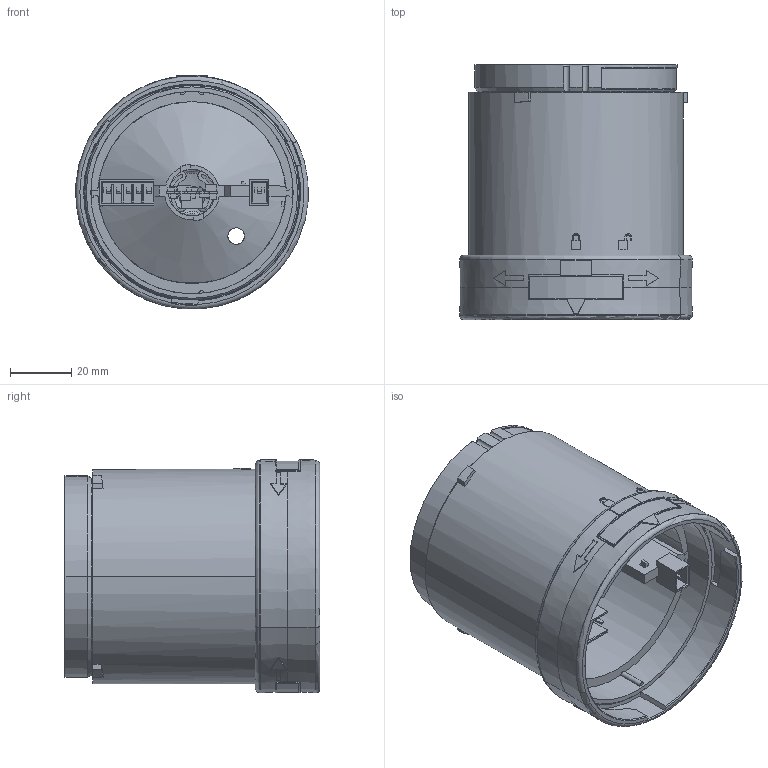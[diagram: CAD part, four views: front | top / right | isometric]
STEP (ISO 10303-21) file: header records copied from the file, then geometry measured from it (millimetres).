
FILE_DESCRIPTION(('STEP AP242'),'1');
FILE_NAME('xvbc2b3.stp','2019-06-18T08:02:50',('TraceParts'),('TraceParts S.A.'),'Spatial InterOp 3D',' ',' ');
FILE_SCHEMA(('AP242_MANAGED_MODEL_BASED_3D_ENGINEERING_MIM_LF {1 0 10303 442 1 1 4}'));
Length unit declared in the file: millimetre
Products named in the file (1): XVBC2B3_ASM|W815587690011_SW0001_1_ASM#W815587690011_SW0001_1_ASM|MANIFOLD_SOLID_BREP_336371#MANIFOLD_SOLID_BREP_336371;MANIFOLD_SOLID_BREP_336371
Bounding box: 75.81 x 83.36 x 76.27 mm (x, y, z)
Volume: 93977.8 mm3; surface area: 76927.7 mm2
Topology: 2 solids, 2 shells, 1629 faces, 4677 edges, 3012 vertices
Faces by surface type: plane 1212, cylinder 254, torus 55, bspline 55, cone 53
Entity records: 57124 total; most frequent: CARTESIAN_POINT 15086, ORIENTED_EDGE 9346, DIRECTION 8005, EDGE_CURVE 4673, LINE 3329, VECTOR 3329, VERTEX_POINT 3012, AXIS2_PLACEMENT_3D 2338
